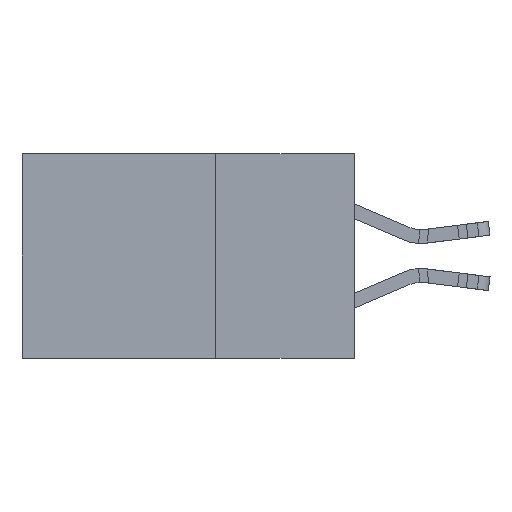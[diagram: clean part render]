
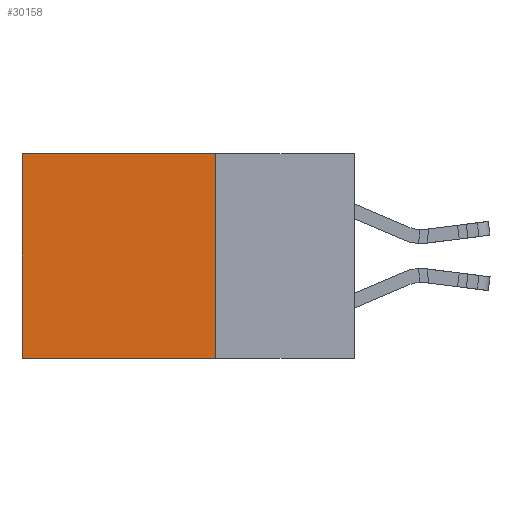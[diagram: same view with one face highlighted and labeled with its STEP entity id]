
A CAD part, left-side view. The second image highlights one B-rep face of the part: STEP entity #30158.
In plain terms, the highlighted planar face has unit normal (-1, 0, 0).
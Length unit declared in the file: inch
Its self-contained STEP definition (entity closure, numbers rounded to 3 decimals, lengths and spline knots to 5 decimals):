
#642 = PLANE ( 'NONE',  #29106 ) ;
#1648 = LINE ( 'NONE', #12873, #18062 ) ;
#2284 = VECTOR ( 'NONE', #13823, 39.37008 ) ;
#2342 = ORIENTED_EDGE ( 'NONE', *, *, #4806, .T. ) ;
#3112 = ORIENTED_EDGE ( 'NONE', *, *, #21055, .F. ) ;
#4268 = ORIENTED_EDGE ( 'NONE', *, *, #29161, .F. ) ;
#4365 = CARTESIAN_POINT ( 'NONE',  ( 0.298, 0.6, 0. ) ) ;
#4806 = EDGE_CURVE ( 'NONE', #25983, #22160, #8760, .T. ) ;
#5616 = VECTOR ( 'NONE', #13816, 39.37008 ) ;
#7219 = EDGE_LOOP ( 'NONE', ( #22248, #3112, #4268, #2342 ) ) ;
#8760 = LINE ( 'NONE', #13619, #2284 ) ;
#9131 = CARTESIAN_POINT ( 'NONE',  ( 0.298, 0.25, -0.37 ) ) ;
#10025 = CARTESIAN_POINT ( 'NONE',  ( 0.298, 0.25, -0.37 ) ) ;
#10245 = CARTESIAN_POINT ( 'NONE',  ( 0.298, 0.25, 0. ) ) ;
#10253 = VECTOR ( 'NONE', #31364, 39.37008 ) ;
#10871 = EDGE_CURVE ( 'NONE', #22160, #23307, #1648, .T. ) ;
#12082 = VERTEX_POINT ( 'NONE', #10025 ) ;
#12873 = CARTESIAN_POINT ( 'NONE',  ( 0.298, 0.6, 0. ) ) ;
#13619 = CARTESIAN_POINT ( 'NONE',  ( 0.298, 0.25, 0. ) ) ;
#13816 = DIRECTION ( 'NONE',  ( 0., 1., 0. ) ) ;
#13823 = DIRECTION ( 'NONE',  ( 0., 1., 0. ) ) ;
#14374 = LINE ( 'NONE', #9131, #5616 ) ;
#18062 = VECTOR ( 'NONE', #29914, 39.37008 ) ;
#19739 = FACE_OUTER_BOUND ( 'NONE', #7219, .T. ) ;
#19999 = CARTESIAN_POINT ( 'NONE',  ( 0.298, 0.6, -0.37 ) ) ;
#21055 = EDGE_CURVE ( 'NONE', #12082, #23307, #14374, .T. ) ;
#21226 = CARTESIAN_POINT ( 'NONE',  ( 0.298, 0.25, 0. ) ) ;
#22160 = VERTEX_POINT ( 'NONE', #4365 ) ;
#22248 = ORIENTED_EDGE ( 'NONE', *, *, #10871, .T. ) ;
#23307 = VERTEX_POINT ( 'NONE', #19999 ) ;
#25548 = LINE ( 'NONE', #21226, #10253 ) ;
#25983 = VERTEX_POINT ( 'NONE', #30830 ) ;
#29106 = AXIS2_PLACEMENT_3D ( 'NONE', #10245, #29763, #29870 ) ;
#29161 = EDGE_CURVE ( 'NONE', #25983, #12082, #25548, .T. ) ;
#29763 = DIRECTION ( 'NONE',  ( 1., 0., 0. ) ) ;
#29870 = DIRECTION ( 'NONE',  ( 0., 0., -1. ) ) ;
#29914 = DIRECTION ( 'NONE',  ( 0., 0., -1. ) ) ;
#30158 = ADVANCED_FACE ( 'NONE', ( #19739 ), #642, .F. ) ;
#30830 = CARTESIAN_POINT ( 'NONE',  ( 0.298, 0.25, 0. ) ) ;
#31364 = DIRECTION ( 'NONE',  ( 0., 0., -1. ) ) ;
